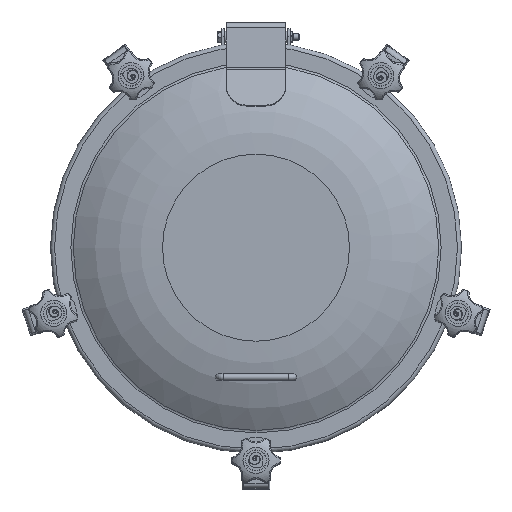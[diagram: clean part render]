
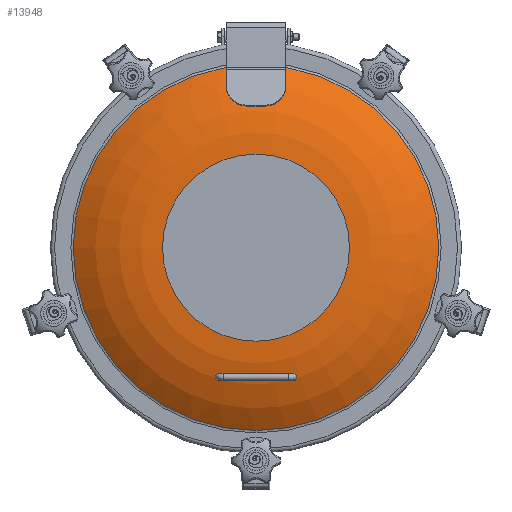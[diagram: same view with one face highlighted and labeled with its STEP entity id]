
A CAD part, top view. The second image highlights one B-rep face of the part: STEP entity #13948.
In plain terms, the highlighted toroidal (fillet/blend) face has major radius 115 mm and minor radius 185 mm.
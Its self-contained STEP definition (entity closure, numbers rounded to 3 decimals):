
#307=DEGENERATE_TOROIDAL_SURFACE('',#18000,115.,185.,.T.);
#3836=ORIENTED_EDGE('',*,*,#7866,.T.);
#3837=ORIENTED_EDGE('',*,*,#7865,.F.);
#7865=EDGE_CURVE('',#9907,#9907,#11266,.T.);
#7866=EDGE_CURVE('',#9908,#9908,#11267,.T.);
#9907=VERTEX_POINT('',#24368);
#9908=VERTEX_POINT('',#24371);
#11266=CIRCLE('',#17999,115.);
#11267=CIRCLE('',#18001,224.69);
#11994=EDGE_LOOP('',(#3836));
#11995=EDGE_LOOP('',(#3837));
#12955=FACE_BOUND('',#11994,.T.);
#12956=FACE_BOUND('',#11995,.T.);
#13948=ADVANCED_FACE('',(#12955,#12956),#307,.T.);
#17999=AXIS2_PLACEMENT_3D('',#24367,#19883,#19884);
#18000=AXIS2_PLACEMENT_3D('',#24369,#19885,#19886);
#18001=AXIS2_PLACEMENT_3D('',#24370,#19887,#19888);
#19883=DIRECTION('',(0.,0.,1.));
#19884=DIRECTION('',(1.,0.,0.));
#19885=DIRECTION('',(0.,0.,1.));
#19886=DIRECTION('',(1.,0.,0.));
#19887=DIRECTION('',(0.,0.,1.));
#19888=DIRECTION('',(1.,0.,0.));
#24367=CARTESIAN_POINT('',(0.,0.,53.));
#24368=CARTESIAN_POINT('',(115.,0.,53.));
#24369=CARTESIAN_POINT('',(0.,0.,-132.));
#24370=CARTESIAN_POINT('',(0.,0.,16.974));
#24371=CARTESIAN_POINT('',(224.69,0.,16.974));
